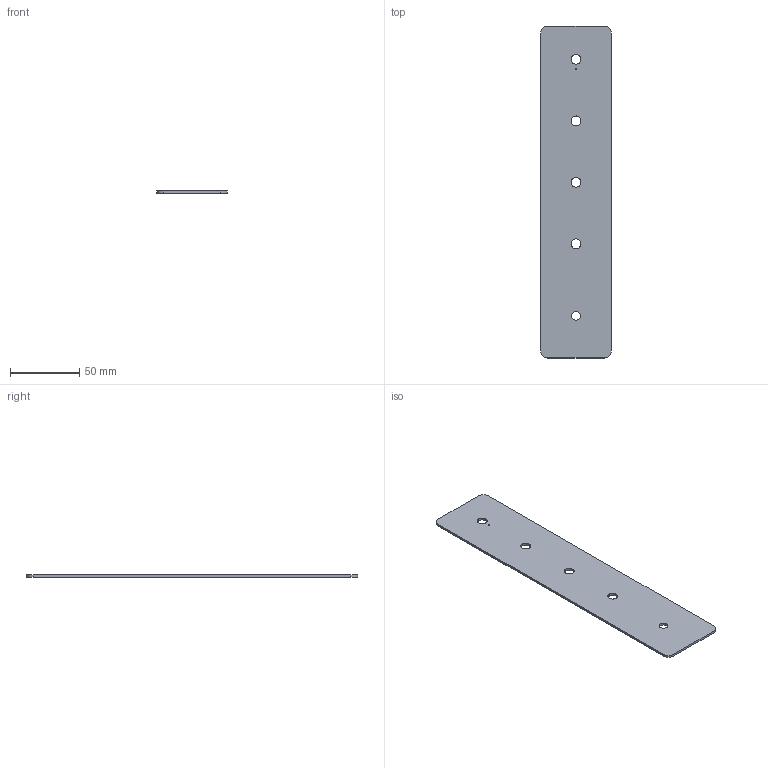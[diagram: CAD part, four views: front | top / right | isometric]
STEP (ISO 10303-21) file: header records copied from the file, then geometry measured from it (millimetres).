
FILE_DESCRIPTION(('KiCad electronic assembly'),'2;1');
FILE_NAME('s_and_h_pcb_panel-3D.step','2022-08-10T11:57:32',('Pcbnew'),( 'Kicad'),'Open CASCADE STEP processor 7.5','KiCad to STEP converter' ,'Unknown');
FILE_SCHEMA(('AUTOMOTIVE_DESIGN { 1 0 10303 214 1 1 1 1 }'));
Length unit declared in the file: millimetre
Products named in the file (2): s_and_h_pcb_panel-3D 1; s_and_h_pcb_panel PCB
Assembly tree (1 placements, depth 2):
  s_and_h_pcb_panel-3D 1
    s_and_h_pcb_panel PCB
Bounding box: 50.8 x 240.03 x 1.6 mm (x, y, z)
Volume: 19168.9 mm3; surface area: 25057.5 mm2
Topology: 1 solids, 1 shells, 16 faces, 42 edges, 28 vertices
Faces by surface type: cylinder 10, plane 6
Full cylindrical faces by diameter (mm): 1 x1, 6.35 x1, 7.1 x4
Entity records: 1183 total; most frequent: CARTESIAN_POINT 292, DIRECTION 162, LINE 86, VECTOR 86, ORIENTED_EDGE 84, PCURVE 84, DEFINITIONAL_REPRESENTATION 84, EDGE_CURVE 42
